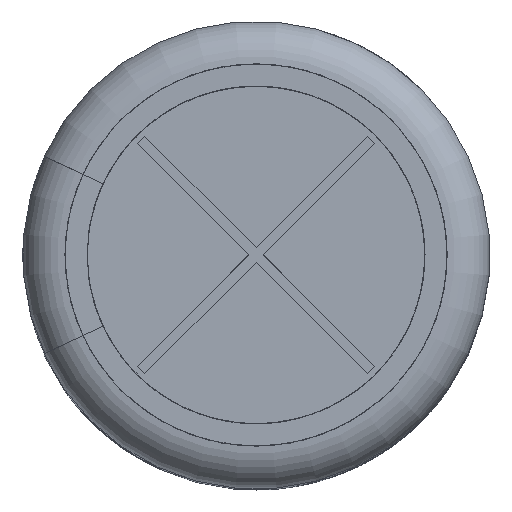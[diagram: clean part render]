
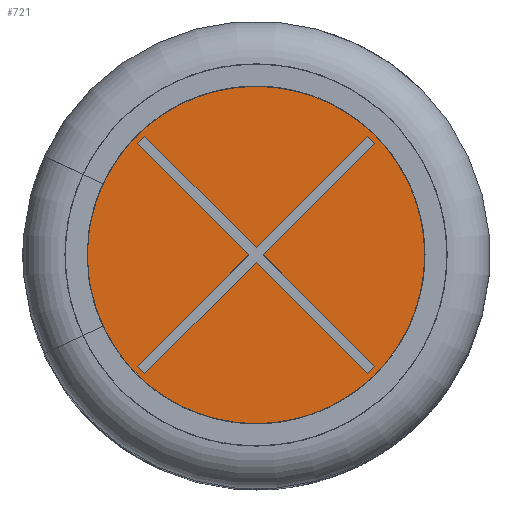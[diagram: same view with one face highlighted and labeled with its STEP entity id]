
A CAD part, top view. The second image highlights one B-rep face of the part: STEP entity #721.
In plain terms, the highlighted planar face has unit normal (0, 0, 1).
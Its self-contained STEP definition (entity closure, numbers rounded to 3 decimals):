
#721 = ADVANCED_FACE( '', ( #1879, #1880 ), #1881, .T. );
#1879 = FACE_OUTER_BOUND( '', #4446, .T. );
#1880 = FACE_BOUND( '', #4447, .T. );
#1881 = PLANE( '', #4448 );
#4446 = EDGE_LOOP( '', ( #10074 ) );
#4447 = EDGE_LOOP( '', ( #10075, #10076, #10077, #10078, #10079, #10080, #10081, #10082, #10083, #10084, #10085, #10086 ) );
#4448 = AXIS2_PLACEMENT_3D( '', #10087, #10088, #10089 );
#10074 = ORIENTED_EDGE( '', *, *, #14078, .F. );
#10075 = ORIENTED_EDGE( '', *, *, #14079, .T. );
#10076 = ORIENTED_EDGE( '', *, *, #14080, .T. );
#10077 = ORIENTED_EDGE( '', *, *, #14081, .T. );
#10078 = ORIENTED_EDGE( '', *, *, #14082, .T. );
#10079 = ORIENTED_EDGE( '', *, *, #14083, .T. );
#10080 = ORIENTED_EDGE( '', *, *, #14084, .T. );
#10081 = ORIENTED_EDGE( '', *, *, #14085, .T. );
#10082 = ORIENTED_EDGE( '', *, *, #14086, .T. );
#10083 = ORIENTED_EDGE( '', *, *, #14087, .T. );
#10084 = ORIENTED_EDGE( '', *, *, #14088, .T. );
#10085 = ORIENTED_EDGE( '', *, *, #14034, .T. );
#10086 = ORIENTED_EDGE( '', *, *, #14089, .T. );
#10087 = CARTESIAN_POINT( '', ( -2.575, 0., 11. ) );
#10088 = DIRECTION( '', ( 0., 0., 1. ) );
#10089 = DIRECTION( '', ( 1., 0., 0. ) );
#14034 = EDGE_CURVE( '', #16114, #16115, #16116, .T. );
#14078 = EDGE_CURVE( '', #16188, #16188, #16189, .T. );
#14079 = EDGE_CURVE( '', #16190, #16191, #16192, .T. );
#14080 = EDGE_CURVE( '', #16191, #16193, #16194, .T. );
#14081 = EDGE_CURVE( '', #16193, #16195, #16196, .T. );
#14082 = EDGE_CURVE( '', #16195, #16197, #16198, .T. );
#14083 = EDGE_CURVE( '', #16197, #16199, #16200, .T. );
#14084 = EDGE_CURVE( '', #16199, #16201, #16202, .T. );
#14085 = EDGE_CURVE( '', #16201, #16203, #16204, .T. );
#14086 = EDGE_CURVE( '', #16203, #16205, #16206, .T. );
#14087 = EDGE_CURVE( '', #16205, #16207, #16208, .T. );
#14088 = EDGE_CURVE( '', #16207, #16114, #16209, .T. );
#14089 = EDGE_CURVE( '', #16115, #16190, #16210, .T. );
#16114 = VERTEX_POINT( '', #19822 );
#16115 = VERTEX_POINT( '', #19823 );
#16116 = LINE( '', #19824, #19825 );
#16188 = VERTEX_POINT( '', #19996 );
#16189 = CIRCLE( '', #19997, 2.575 );
#16190 = VERTEX_POINT( '', #19998 );
#16191 = VERTEX_POINT( '', #19999 );
#16192 = LINE( '', #20000, #20001 );
#16193 = VERTEX_POINT( '', #20002 );
#16194 = LINE( '', #20003, #20004 );
#16195 = VERTEX_POINT( '', #20005 );
#16196 = LINE( '', #20006, #20007 );
#16197 = VERTEX_POINT( '', #20008 );
#16198 = LINE( '', #20009, #20010 );
#16199 = VERTEX_POINT( '', #20011 );
#16200 = LINE( '', #20012, #20013 );
#16201 = VERTEX_POINT( '', #20014 );
#16202 = LINE( '', #20015, #20016 );
#16203 = VERTEX_POINT( '', #20017 );
#16204 = LINE( '', #20018, #20019 );
#16205 = VERTEX_POINT( '', #20020 );
#16206 = LINE( '', #20021, #20022 );
#16207 = VERTEX_POINT( '', #20023 );
#16208 = LINE( '', #20024, #20025 );
#16209 = LINE( '', #20026, #20027 );
#16210 = LINE( '', #20028, #20029 );
#19822 = CARTESIAN_POINT( '', ( -1.596, -1.497, 11. ) );
#19823 = CARTESIAN_POINT( '', ( -0.099, 0., 11. ) );
#19824 = CARTESIAN_POINT( '', ( -0.099, 0., 11. ) );
#19825 = VECTOR( '', #24864, 1000. );
#19996 = CARTESIAN_POINT( '', ( -2.575, 0., 11. ) );
#19997 = AXIS2_PLACEMENT_3D( '', #24911, #24912, #24913 );
#19998 = CARTESIAN_POINT( '', ( -1.596, 1.497, 11. ) );
#19999 = CARTESIAN_POINT( '', ( -1.497, 1.596, 11. ) );
#20000 = CARTESIAN_POINT( '', ( -1.497, 1.596, 11. ) );
#20001 = VECTOR( '', #24914, 1000. );
#20002 = CARTESIAN_POINT( '', ( 0., 0.099, 11. ) );
#20003 = CARTESIAN_POINT( '', ( 0., 0.099, 11. ) );
#20004 = VECTOR( '', #24915, 1000. );
#20005 = CARTESIAN_POINT( '', ( 1.497, 1.596, 11. ) );
#20006 = CARTESIAN_POINT( '', ( 0., 0.099, 11. ) );
#20007 = VECTOR( '', #24916, 1000. );
#20008 = CARTESIAN_POINT( '', ( 1.596, 1.497, 11. ) );
#20009 = CARTESIAN_POINT( '', ( 1.596, 1.497, 11. ) );
#20010 = VECTOR( '', #24917, 1000. );
#20011 = CARTESIAN_POINT( '', ( 0.099, 0., 11. ) );
#20012 = CARTESIAN_POINT( '', ( 0.099, 0., 11. ) );
#20013 = VECTOR( '', #24918, 1000. );
#20014 = CARTESIAN_POINT( '', ( 1.596, -1.497, 11. ) );
#20015 = CARTESIAN_POINT( '', ( 0.099, 0., 11. ) );
#20016 = VECTOR( '', #24919, 1000. );
#20017 = CARTESIAN_POINT( '', ( 1.497, -1.596, 11. ) );
#20018 = CARTESIAN_POINT( '', ( 1.596, -1.497, 11. ) );
#20019 = VECTOR( '', #24920, 1000. );
#20020 = CARTESIAN_POINT( '', ( 0., -0.099, 11. ) );
#20021 = CARTESIAN_POINT( '', ( 0., -0.099, 11. ) );
#20022 = VECTOR( '', #24921, 1000. );
#20023 = CARTESIAN_POINT( '', ( -1.497, -1.596, 11. ) );
#20024 = CARTESIAN_POINT( '', ( 0., -0.099, 11. ) );
#20025 = VECTOR( '', #24922, 1000. );
#20026 = CARTESIAN_POINT( '', ( -1.497, -1.596, 11. ) );
#20027 = VECTOR( '', #24923, 1000. );
#20028 = CARTESIAN_POINT( '', ( -0.099, 0., 11. ) );
#20029 = VECTOR( '', #24924, 1000. );
#24864 = DIRECTION( '', ( 0.707, 0.707, 0. ) );
#24911 = CARTESIAN_POINT( '', ( 0., 0., 11. ) );
#24912 = DIRECTION( '', ( 0., 0., -1. ) );
#24913 = DIRECTION( '', ( -1., 0., 0. ) );
#24914 = DIRECTION( '', ( 0.707, 0.707, 0. ) );
#24915 = DIRECTION( '', ( 0.707, -0.707, 0. ) );
#24916 = DIRECTION( '', ( 0.707, 0.707, 0. ) );
#24917 = DIRECTION( '', ( 0.707, -0.707, 0. ) );
#24918 = DIRECTION( '', ( -0.707, -0.707, 0. ) );
#24919 = DIRECTION( '', ( 0.707, -0.707, 0. ) );
#24920 = DIRECTION( '', ( -0.707, -0.707, 0. ) );
#24921 = DIRECTION( '', ( -0.707, 0.707, 0. ) );
#24922 = DIRECTION( '', ( -0.707, -0.707, 0. ) );
#24923 = DIRECTION( '', ( -0.707, 0.707, 0. ) );
#24924 = DIRECTION( '', ( -0.707, 0.707, 0. ) );
